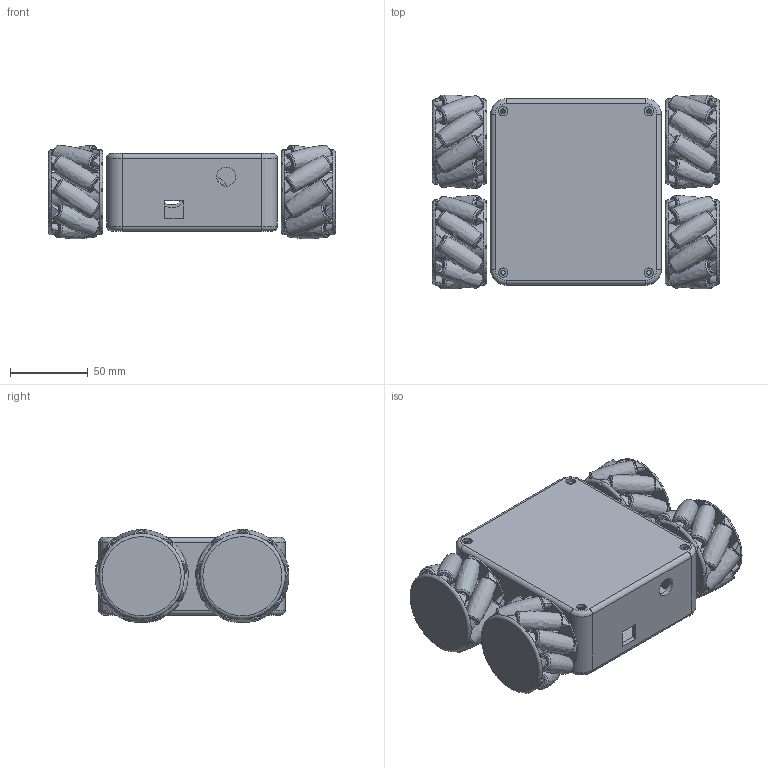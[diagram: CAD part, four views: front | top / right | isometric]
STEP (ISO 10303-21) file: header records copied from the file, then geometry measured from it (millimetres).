
FILE_DESCRIPTION(/* description */ (''),/* implementation_level */ '2;1');
FILE_NAME(/* name */ 'Newt.step',/* time_stamp */ '2024-09-07T11:24:31-04:00',/* author */ (''),/* organization */ (''),/* preprocessor_version */ 'ST-DEVELOPER v20',/* originating_system */ 'Autodesk Translation Framework v13.14.0.145',/* authorisation */ '');
FILE_SCHEMA (('AUTOMOTIVE_DESIGN { 1 0 10303 214 3 1 1 }'));
Length unit declared in the file: millimetre
Products named in the file (1): Newt
Bounding box: 185 x 125 x 60.08 mm (x, y, z)
Volume: 330739.4 mm3; surface area: 232914.1 mm2
Topology: 58 solids, 58 shells, 1311 faces, 2919 edges, 1785 vertices
Faces by surface type: plane 563, cylinder 471, torus 137, cone 104, bspline 36
Full cylindrical faces by diameter (mm): 2 x84, 2.6 x12, 2.65 x7, 3 x8, 3.2 x24, 6 x36, 7 x96, 8 x3, 12.25 x1, 16.2 x2, 25 x12
Entity records: 39741 total; most frequent: CARTESIAN_POINT 9324, DIRECTION 6901, ORIENTED_EDGE 5838, EDGE_CURVE 2919, AXIS2_PLACEMENT_3D 2878, VERTEX_POINT 1785, EDGE_LOOP 1612, FACE_OUTER_BOUND 1311
